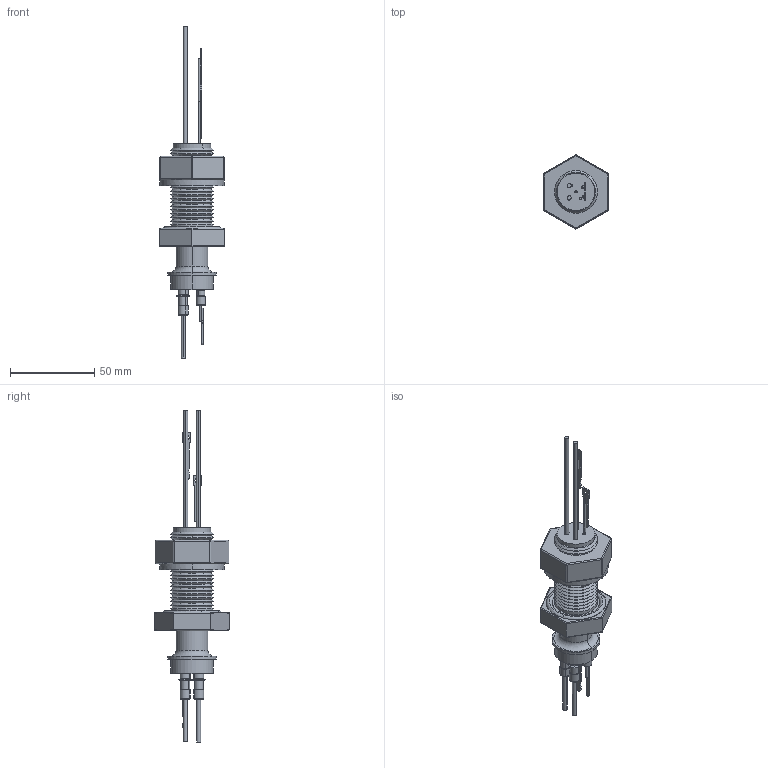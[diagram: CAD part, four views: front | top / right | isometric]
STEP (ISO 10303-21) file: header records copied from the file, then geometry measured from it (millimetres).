
FILE_DESCRIPTION (( 'STEP AP203' ), '1' );
FILE_NAME ('A5239.STEP', '2019-06-18T14:43:57', ( '' ), ( '' ), 'SwSTEP 2.0', 'SolidWorks 2019', '' );
FILE_SCHEMA (( 'CONFIG_CONTROL_DESIGN' ));
Length unit declared in the file: inch
Products named in the file (1): A5239
Bounding box: 38.1 x 43.99 x 196.97 mm (x, y, z)
Volume: 55188.2 mm3; surface area: 24700.6 mm2
Topology: 1 solids, 12 shells, 705 faces, 1623 edges, 998 vertices
Faces by surface type: plane 257, cylinder 196, cone 144, bspline 50, torus 46, sphere 12
Entity records: 22332 total; most frequent: CARTESIAN_POINT 6201, DIRECTION 3431, ORIENTED_EDGE 3230, EDGE_CURVE 1615, AXIS2_PLACEMENT_3D 1282, VERTEX_POINT 994, LINE 867, VECTOR 867
